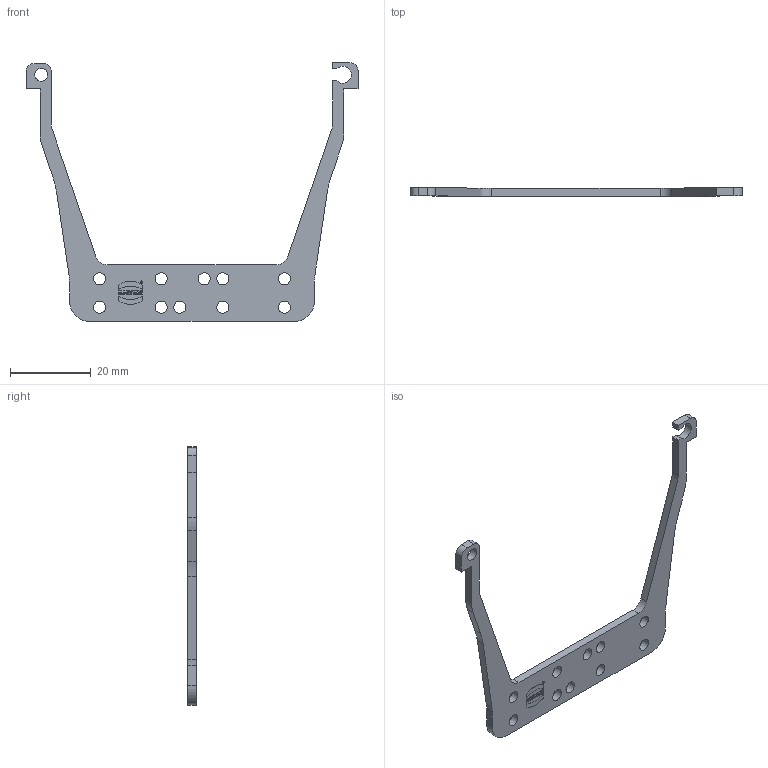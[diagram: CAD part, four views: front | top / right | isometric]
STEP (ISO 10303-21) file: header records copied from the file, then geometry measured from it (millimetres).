
FILE_DESCRIPTION(/* description */ (''),/* implementation_level */ '2;1');
FILE_NAME(/* name */ '100184770ugm000_b.stp',/* time_stamp */ '2019-03-27T13:39:52+01:00',/* author */ (''),/* organization */ (''),/* preprocessor_version */ 'ST-DEVELOPER v16.7',/* originating_system */ 'SIEMENS PLM Software NX 12.0',/* authorisation */ '');
FILE_SCHEMA (('AUTOMOTIVE_DESIGN { 1 0 10303 214 3 1 1 1 }'));
Length unit declared in the file: millimetre
Products named in the file (1): 100184770ugm000_b
Bounding box: 82 x 2 x 63.9 mm (x, y, z)
Volume: 2422.3 mm3; surface area: 3354.6 mm2
Topology: 1 solids, 1 shells, 153 faces, 418 edges, 284 vertices
Faces by surface type: plane 114, cylinder 36, extrusion 3
Full cylindrical faces by diameter (mm): 0.42 x1, 0.6 x1, 3 x10, 3.2 x1
Entity records: 6074 total; most frequent: CARTESIAN_POINT 1075, ORIENTED_EDGE 790, DIRECTION 766, EDGE_CURVE 395, VECTOR 320, LINE 317, VERTEX_POINT 272, AXIS2_PLACEMENT_3D 223
